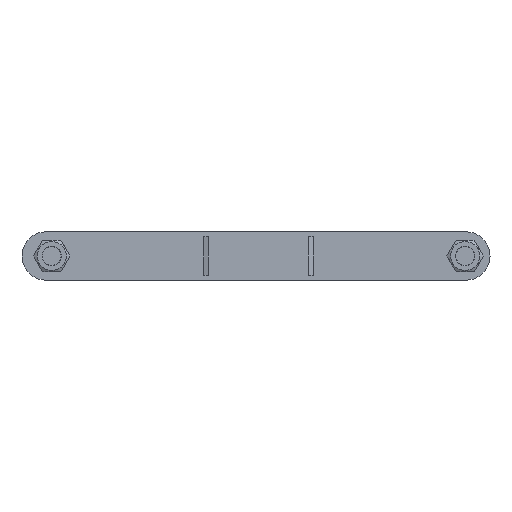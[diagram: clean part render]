
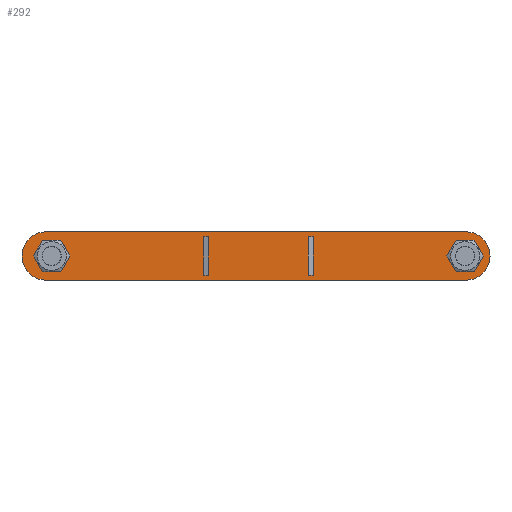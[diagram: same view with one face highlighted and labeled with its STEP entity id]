
A CAD part, front view. The second image highlights one B-rep face of the part: STEP entity #292.
In plain terms, the highlighted planar face has unit normal (0, -1, 0).
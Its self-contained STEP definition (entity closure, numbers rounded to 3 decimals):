
#292 = ADVANCED_FACE( '', ( #411, #412, #413, #414, #415 ), #416, .F. );
#411 = FACE_BOUND( '', #1576, .T. );
#412 = FACE_BOUND( '', #1577, .T. );
#413 = FACE_OUTER_BOUND( '', #1578, .T. );
#414 = FACE_BOUND( '', #1579, .T. );
#415 = FACE_BOUND( '', #1580, .T. );
#416 = PLANE( '', #1581 );
#1576 = EDGE_LOOP( '', ( #2096, #2097, #2098, #2099 ) );
#1577 = EDGE_LOOP( '', ( #2100, #2101, #2102, #2103 ) );
#1578 = EDGE_LOOP( '', ( #2104, #2105, #2106, #2107, #2108, #2109 ) );
#1579 = EDGE_LOOP( '', ( #2110 ) );
#1580 = EDGE_LOOP( '', ( #2111, #2112, #2113, #2114 ) );
#1581 = AXIS2_PLACEMENT_3D( '', #2115, #2116, #2117 );
#2096 = ORIENTED_EDGE( '', *, *, #2536, .F. );
#2097 = ORIENTED_EDGE( '', *, *, #2546, .T. );
#2098 = ORIENTED_EDGE( '', *, *, #2547, .T. );
#2099 = ORIENTED_EDGE( '', *, *, #2540, .F. );
#2100 = ORIENTED_EDGE( '', *, *, #2548, .F. );
#2101 = ORIENTED_EDGE( '', *, *, #2549, .F. );
#2102 = ORIENTED_EDGE( '', *, *, #2550, .T. );
#2103 = ORIENTED_EDGE( '', *, *, #2551, .T. );
#2104 = ORIENTED_EDGE( '', *, *, #2531, .F. );
#2105 = ORIENTED_EDGE( '', *, *, #2552, .F. );
#2106 = ORIENTED_EDGE( '', *, *, #2553, .F. );
#2107 = ORIENTED_EDGE( '', *, *, #2554, .F. );
#2108 = ORIENTED_EDGE( '', *, *, #2544, .F. );
#2109 = ORIENTED_EDGE( '', *, *, #2542, .F. );
#2110 = ORIENTED_EDGE( '', *, *, #2555, .T. );
#2111 = ORIENTED_EDGE( '', *, *, #2556, .F. );
#2112 = ORIENTED_EDGE( '', *, *, #2557, .F. );
#2113 = ORIENTED_EDGE( '', *, *, #2558, .F. );
#2114 = ORIENTED_EDGE( '', *, *, #2559, .F. );
#2115 = CARTESIAN_POINT( '', ( -175., 70.86, 0. ) );
#2116 = DIRECTION( '', ( 0., 1., 0. ) );
#2117 = DIRECTION( '', ( 0., 0., 1. ) );
#2531 = EDGE_CURVE( '', #2733, #2735, #2736, .T. );
#2536 = EDGE_CURVE( '', #2743, #2739, #2745, .T. );
#2540 = EDGE_CURVE( '', #2739, #2751, #2752, .T. );
#2542 = EDGE_CURVE( '', #2735, #2754, #2755, .T. );
#2544 = EDGE_CURVE( '', #2754, #2757, #2758, .T. );
#2546 = EDGE_CURVE( '', #2743, #2760, #2761, .T. );
#2547 = EDGE_CURVE( '', #2760, #2751, #2762, .T. );
#2548 = EDGE_CURVE( '', #2763, #2764, #2765, .T. );
#2549 = EDGE_CURVE( '', #2766, #2763, #2767, .T. );
#2550 = EDGE_CURVE( '', #2766, #2768, #2769, .T. );
#2551 = EDGE_CURVE( '', #2768, #2764, #2770, .T. );
#2552 = EDGE_CURVE( '', #2771, #2733, #2772, .T. );
#2553 = EDGE_CURVE( '', #2773, #2771, #2774, .T. );
#2554 = EDGE_CURVE( '', #2757, #2773, #2775, .T. );
#2555 = EDGE_CURVE( '', #2776, #2776, #2777, .T. );
#2556 = EDGE_CURVE( '', #2778, #2779, #2780, .T. );
#2557 = EDGE_CURVE( '', #2781, #2778, #2782, .T. );
#2558 = EDGE_CURVE( '', #2783, #2781, #2784, .T. );
#2559 = EDGE_CURVE( '', #2779, #2783, #2785, .T. );
#2733 = VERTEX_POINT( '', #3526 );
#2735 = VERTEX_POINT( '', #3529 );
#2736 = CIRCLE( '', #3530, 20. );
#2739 = VERTEX_POINT( '', #3534 );
#2743 = VERTEX_POINT( '', #3540 );
#2745 = LINE( '', #3543, #3544 );
#2751 = VERTEX_POINT( '', #3553 );
#2752 = LINE( '', #3554, #3555 );
#2754 = VERTEX_POINT( '', #3558 );
#2755 = LINE( '', #3559, #3560 );
#2757 = VERTEX_POINT( '', #3563 );
#2758 = CIRCLE( '', #3564, 20. );
#2760 = VERTEX_POINT( '', #3567 );
#2761 = LINE( '', #3568, #3569 );
#2762 = LINE( '', #3570, #3571 );
#2763 = VERTEX_POINT( '', #3572 );
#2764 = VERTEX_POINT( '', #3573 );
#2765 = LINE( '', #3574, #3575 );
#2766 = VERTEX_POINT( '', #3576 );
#2767 = LINE( '', #3577, #3578 );
#2768 = VERTEX_POINT( '', #3579 );
#2769 = LINE( '', #3580, #3581 );
#2770 = LINE( '', #3582, #3583 );
#2771 = VERTEX_POINT( '', #3584 );
#2772 = CIRCLE( '', #3585, 20. );
#2773 = VERTEX_POINT( '', #3586 );
#2774 = LINE( '', #3587, #3588 );
#2775 = CIRCLE( '', #3589, 20. );
#2776 = VERTEX_POINT( '', #3590 );
#2777 = CIRCLE( '', #3591, 8.9 );
#2778 = VERTEX_POINT( '', #3592 );
#2779 = VERTEX_POINT( '', #3593 );
#2780 = CIRCLE( '', #3594, 8. );
#2781 = VERTEX_POINT( '', #3595 );
#2782 = LINE( '', #3596, #3597 );
#2783 = VERTEX_POINT( '', #3598 );
#2784 = CIRCLE( '', #3599, 8. );
#2785 = LINE( '', #3600, #3601 );
#3526 = CARTESIAN_POINT( '', ( -195., 70.86, 0. ) );
#3529 = CARTESIAN_POINT( '', ( -175., 70.86, 20. ) );
#3530 = AXIS2_PLACEMENT_3D( '', #3988, #3989, #3990 );
#3534 = CARTESIAN_POINT( '', ( 45.2, 70.86, 16. ) );
#3540 = CARTESIAN_POINT( '', ( 45.2, 70.86, -16. ) );
#3543 = CARTESIAN_POINT( '', ( 45.2, 70.86, -16. ) );
#3544 = VECTOR( '', #3995, 1000. );
#3553 = CARTESIAN_POINT( '', ( 41.2, 70.86, 16. ) );
#3554 = CARTESIAN_POINT( '', ( 45.2, 70.86, 16. ) );
#3555 = VECTOR( '', #3999, 1000. );
#3558 = CARTESIAN_POINT( '', ( 171., 70.86, 20. ) );
#3559 = CARTESIAN_POINT( '', ( -175., 70.86, 20. ) );
#3560 = VECTOR( '', #4001, 1000. );
#3563 = CARTESIAN_POINT( '', ( 191., 70.86, 0. ) );
#3564 = AXIS2_PLACEMENT_3D( '', #4003, #4004, #4005 );
#3567 = CARTESIAN_POINT( '', ( 41.2, 70.86, -16. ) );
#3568 = CARTESIAN_POINT( '', ( 45.2, 70.86, -16. ) );
#3569 = VECTOR( '', #4007, 1000. );
#3570 = CARTESIAN_POINT( '', ( 41.2, 70.86, -16. ) );
#3571 = VECTOR( '', #4008, 1000. );
#3572 = CARTESIAN_POINT( '', ( -41.2, 70.86, -16. ) );
#3573 = CARTESIAN_POINT( '', ( -41.2, 70.86, 16. ) );
#3574 = CARTESIAN_POINT( '', ( -41.2, 70.86, -16. ) );
#3575 = VECTOR( '', #4009, 1000. );
#3576 = CARTESIAN_POINT( '', ( -45.2, 70.86, -16. ) );
#3577 = CARTESIAN_POINT( '', ( -45.2, 70.86, -16. ) );
#3578 = VECTOR( '', #4010, 1000. );
#3579 = CARTESIAN_POINT( '', ( -45.2, 70.86, 16. ) );
#3580 = CARTESIAN_POINT( '', ( -45.2, 70.86, -16. ) );
#3581 = VECTOR( '', #4011, 1000. );
#3582 = CARTESIAN_POINT( '', ( -45.2, 70.86, 16. ) );
#3583 = VECTOR( '', #4012, 1000. );
#3584 = CARTESIAN_POINT( '', ( -175., 70.86, -20. ) );
#3585 = AXIS2_PLACEMENT_3D( '', #4013, #4014, #4015 );
#3586 = CARTESIAN_POINT( '', ( 171., 70.86, -20. ) );
#3587 = CARTESIAN_POINT( '', ( 171., 70.86, -20. ) );
#3588 = VECTOR( '', #4016, 1000. );
#3589 = AXIS2_PLACEMENT_3D( '', #4017, #4018, #4019 );
#3590 = CARTESIAN_POINT( '', ( 179.4, 70.86, 0. ) );
#3591 = AXIS2_PLACEMENT_3D( '', #4020, #4021, #4022 );
#3592 = CARTESIAN_POINT( '', ( -174.5, 70.86, 8. ) );
#3593 = CARTESIAN_POINT( '', ( -174.5, 70.86, -8. ) );
#3594 = AXIS2_PLACEMENT_3D( '', #4023, #4024, #4025 );
#3595 = CARTESIAN_POINT( '', ( -166.5, 70.86, 8. ) );
#3596 = CARTESIAN_POINT( '', ( -166.5, 70.86, 8. ) );
#3597 = VECTOR( '', #4026, 1000. );
#3598 = CARTESIAN_POINT( '', ( -166.5, 70.86, -8. ) );
#3599 = AXIS2_PLACEMENT_3D( '', #4027, #4028, #4029 );
#3600 = CARTESIAN_POINT( '', ( -174.5, 70.86, -8. ) );
#3601 = VECTOR( '', #4030, 1000. );
#3988 = CARTESIAN_POINT( '', ( -175., 70.86, 0. ) );
#3989 = DIRECTION( '', ( 0., 1., 0. ) );
#3990 = DIRECTION( '', ( -1., 0., 0. ) );
#3995 = DIRECTION( '', ( 0., 0., 1. ) );
#3999 = DIRECTION( '', ( -1., 0., 0. ) );
#4001 = DIRECTION( '', ( 1., 0., 0. ) );
#4003 = CARTESIAN_POINT( '', ( 171., 70.86, 0. ) );
#4004 = DIRECTION( '', ( 0., 1., 0. ) );
#4005 = DIRECTION( '', ( 0., 0., 1. ) );
#4007 = DIRECTION( '', ( -1., 0., 0. ) );
#4008 = DIRECTION( '', ( 0., 0., 1. ) );
#4009 = DIRECTION( '', ( 0., 0., 1. ) );
#4010 = DIRECTION( '', ( 1., 0., 0. ) );
#4011 = DIRECTION( '', ( 0., 0., 1. ) );
#4012 = DIRECTION( '', ( 1., 0., 0. ) );
#4013 = CARTESIAN_POINT( '', ( -175., 70.86, 0. ) );
#4014 = DIRECTION( '', ( 0., 1., 0. ) );
#4015 = DIRECTION( '', ( 0., 0., -1. ) );
#4016 = DIRECTION( '', ( -1., 0., 0. ) );
#4017 = CARTESIAN_POINT( '', ( 171., 70.86, 0. ) );
#4018 = DIRECTION( '', ( 0., 1., 0. ) );
#4019 = DIRECTION( '', ( 1., 0., 0. ) );
#4020 = CARTESIAN_POINT( '', ( 170.5, 70.86, 0. ) );
#4021 = DIRECTION( '', ( 0., 1., 0. ) );
#4022 = DIRECTION( '', ( 1., 0., 0. ) );
#4023 = CARTESIAN_POINT( '', ( -174.5, 70.86, 0. ) );
#4024 = DIRECTION( '', ( 0., -1., 0. ) );
#4025 = DIRECTION( '', ( 0., 0., 1. ) );
#4026 = DIRECTION( '', ( -1., 0., 0. ) );
#4027 = CARTESIAN_POINT( '', ( -166.5, 70.86, 0. ) );
#4028 = DIRECTION( '', ( 0., -1., 0. ) );
#4029 = DIRECTION( '', ( 0., 0., -1. ) );
#4030 = DIRECTION( '', ( 1., 0., 0. ) );
